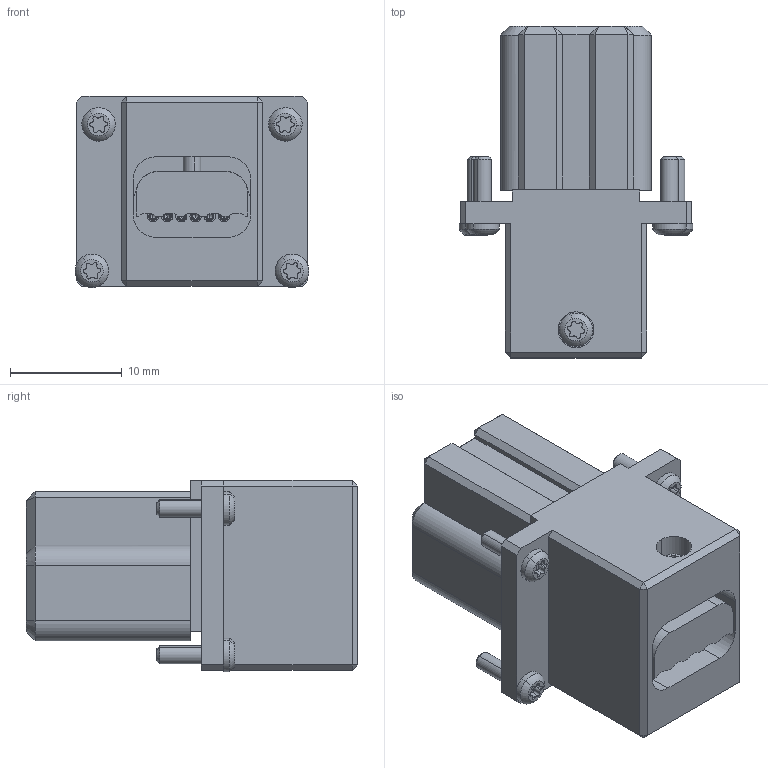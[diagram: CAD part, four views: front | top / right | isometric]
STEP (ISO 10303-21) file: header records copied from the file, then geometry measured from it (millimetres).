
FILE_DESCRIPTION (( 'STEP AP203' ), '1' );
FILE_NAME ('INGUN_114617.STEP', '2023-05-03T10:14:59', ( '' ), ( '' ), 'SwSTEP 2.0', 'SolidWorks 2021', '' );
FILE_SCHEMA (( 'CONFIG_CONTROL_DESIGN' ));
Length unit declared in the file: millimetre
Products named in the file (1): INGUN_114617
Bounding box: 20.9 x 29.67 x 17.1 mm (x, y, z)
Volume: 4725.7 mm3; surface area: 3753.5 mm2
Topology: 1 solids, 1 shells, 554 faces, 1363 edges, 842 vertices
Faces by surface type: cylinder 258, plane 174, cone 112, torus 10
Entity records: 16504 total; most frequent: CARTESIAN_POINT 3118, DIRECTION 2961, ORIENTED_EDGE 2678, EDGE_CURVE 1339, AXIS2_PLACEMENT_3D 1145, VERTEX_POINT 842, LINE 671, VECTOR 671
